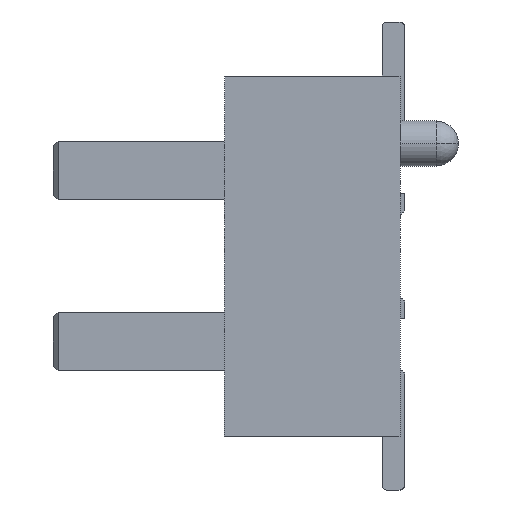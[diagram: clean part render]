
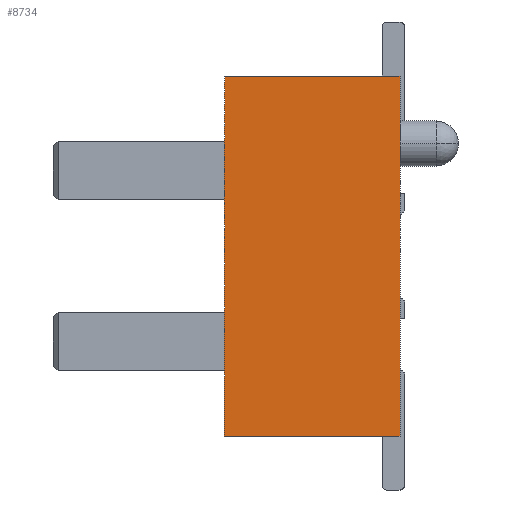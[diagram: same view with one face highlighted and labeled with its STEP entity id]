
A CAD part, left-side view. The second image highlights one B-rep face of the part: STEP entity #8734.
In plain terms, the highlighted planar face has unit normal (-1, 0, 0).
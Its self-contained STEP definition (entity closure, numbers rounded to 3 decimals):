
#29=DIRECTION('',(0.,0.,1.));
#30=VECTOR('',#29,4.);
#31=CARTESIAN_POINT('',(-5.1,0.,-2.));
#32=LINE('',#31,#30);
#233=DIRECTION('',(0.,1.,0.));
#234=VECTOR('',#233,1.95);
#235=CARTESIAN_POINT('',(-5.1,0.,2.));
#236=LINE('',#235,#234);
#1553=DIRECTION('',(0.,0.,1.));
#1554=VECTOR('',#1553,4.);
#1555=CARTESIAN_POINT('',(-5.1,1.95,-2.));
#1556=LINE('',#1555,#1554);
#1601=DIRECTION('',(0.,1.,0.));
#1602=VECTOR('',#1601,1.95);
#1603=CARTESIAN_POINT('',(-5.1,0.,-2.));
#1604=LINE('',#1603,#1602);
#4893=CARTESIAN_POINT('',(-5.1,0.,-2.));
#4894=CARTESIAN_POINT('',(-5.1,0.,2.));
#4895=VERTEX_POINT('',#4893);
#4896=VERTEX_POINT('',#4894);
#4901=CARTESIAN_POINT('',(-5.1,1.95,-2.));
#4902=CARTESIAN_POINT('',(-5.1,1.95,2.));
#4903=VERTEX_POINT('',#4901);
#4904=VERTEX_POINT('',#4902);
#8723=CARTESIAN_POINT('',(-5.1,0.,-2.));
#8724=DIRECTION('',(-1.,0.,0.));
#8725=DIRECTION('',(0.,0.,1.));
#8726=AXIS2_PLACEMENT_3D('',#8723,#8724,#8725);
#8727=PLANE('',#8726);
#8728=ORIENTED_EDGE('',*,*,#6442,.F.);
#8729=ORIENTED_EDGE('',*,*,#8617,.T.);
#8730=ORIENTED_EDGE('',*,*,#8695,.T.);
#8731=ORIENTED_EDGE('',*,*,#6663,.F.);
#8732=EDGE_LOOP('',(#8728,#8729,#8730,#8731));
#8733=FACE_OUTER_BOUND('',#8732,.F.);
#6442=EDGE_CURVE('',#4895,#4896,#32,.T.);
#6663=EDGE_CURVE('',#4896,#4904,#236,.T.);
#8617=EDGE_CURVE('',#4895,#4903,#1604,.T.);
#8695=EDGE_CURVE('',#4903,#4904,#1556,.T.);
#8734=ADVANCED_FACE('',(#8733),#8727,.T.);
